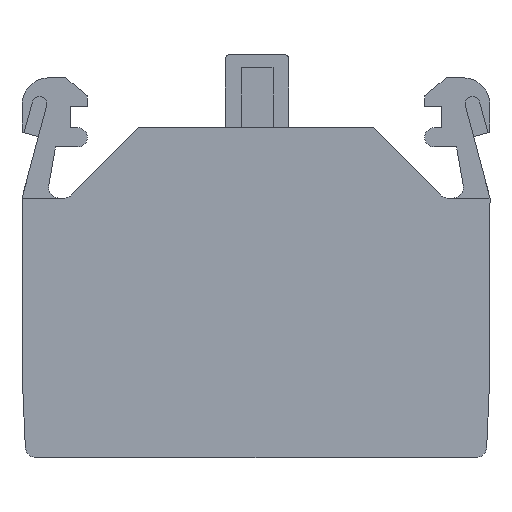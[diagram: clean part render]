
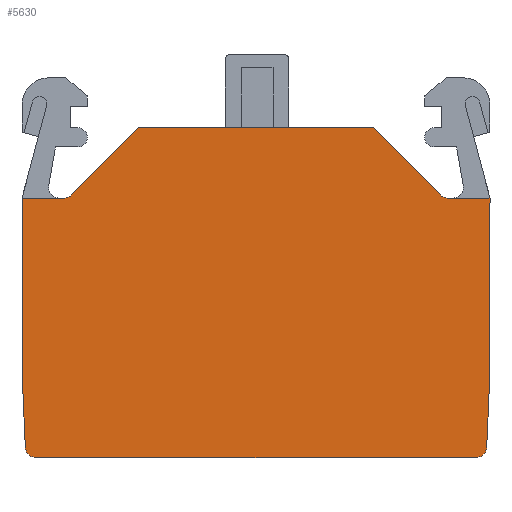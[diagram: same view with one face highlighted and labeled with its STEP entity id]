
A CAD part, front view. The second image highlights one B-rep face of the part: STEP entity #5630.
In plain terms, the highlighted planar face has unit normal (0, -1, 0).
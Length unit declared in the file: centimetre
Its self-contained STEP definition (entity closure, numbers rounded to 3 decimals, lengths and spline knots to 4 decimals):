
#609=LINE($,#8970,#1260);
#610=LINE($,#8972,#1261);
#611=LINE($,#8974,#1262);
#612=LINE($,#8978,#1263);
#613=LINE($,#8980,#1264);
#614=LINE($,#8982,#1265);
#615=LINE($,#8986,#1266);
#616=LINE($,#8990,#1267);
#617=LINE($,#8992,#1268);
#618=LINE($,#8994,#1269);
#1260=VECTOR($,#7307,0.892);
#1261=VECTOR($,#7308,2.2);
#1262=VECTOR($,#7309,0.892);
#1263=VECTOR($,#7312,0.3986);
#1264=VECTOR($,#7313,1.63);
#1265=VECTOR($,#7314,0.715);
#1266=VECTOR($,#7317,4.1378);
#1267=VECTOR($,#7320,0.715);
#1268=VECTOR($,#7321,1.63);
#1269=VECTOR($,#7322,0.3986);
#1641=FACE_OUTER_BOUND($,#1947,.T.);
#1947=EDGE_LOOP($,(#4608,#4609,#4610,#4611,#4612,#4613,#4614,#4615,#4616,
#4617,#4618,#4619,#4620,#4621));
#2086=CIRCLE($,#6016,0.1);
#2087=CIRCLE($,#6017,0.1);
#2088=CIRCLE($,#6018,0.1);
#2089=CIRCLE($,#6019,0.1);
#2560=VERTEX_POINT($,#8968);
#2561=VERTEX_POINT($,#8969);
#2562=VERTEX_POINT($,#8971);
#2563=VERTEX_POINT($,#8973);
#2564=VERTEX_POINT($,#8975);
#2565=VERTEX_POINT($,#8977);
#2566=VERTEX_POINT($,#8979);
#2567=VERTEX_POINT($,#8981);
#2568=VERTEX_POINT($,#8983);
#2569=VERTEX_POINT($,#8985);
#2570=VERTEX_POINT($,#8987);
#2571=VERTEX_POINT($,#8989);
#2572=VERTEX_POINT($,#8991);
#2573=VERTEX_POINT($,#8993);
#3279=EDGE_CURVE($,#2560,#2561,#609,.T.);
#3280=EDGE_CURVE($,#2561,#2562,#610,.T.);
#3281=EDGE_CURVE($,#2562,#2563,#611,.T.);
#3282=EDGE_CURVE($,#2563,#2564,#2086,.T.);
#3283=EDGE_CURVE($,#2564,#2565,#612,.T.);
#3284=EDGE_CURVE($,#2565,#2566,#613,.T.);
#3285=EDGE_CURVE($,#2566,#2567,#614,.T.);
#3286=EDGE_CURVE($,#2567,#2568,#2087,.T.);
#3287=EDGE_CURVE($,#2568,#2569,#615,.T.);
#3288=EDGE_CURVE($,#2569,#2570,#2088,.T.);
#3289=EDGE_CURVE($,#2570,#2571,#616,.T.);
#3290=EDGE_CURVE($,#2571,#2572,#617,.T.);
#3291=EDGE_CURVE($,#2572,#2573,#618,.T.);
#3292=EDGE_CURVE($,#2573,#2560,#2089,.T.);
#4608=ORIENTED_EDGE($,*,*,#3279,.T.);
#4609=ORIENTED_EDGE($,*,*,#3280,.T.);
#4610=ORIENTED_EDGE($,*,*,#3281,.T.);
#4611=ORIENTED_EDGE($,*,*,#3282,.T.);
#4612=ORIENTED_EDGE($,*,*,#3283,.T.);
#4613=ORIENTED_EDGE($,*,*,#3284,.T.);
#4614=ORIENTED_EDGE($,*,*,#3285,.T.);
#4615=ORIENTED_EDGE($,*,*,#3286,.T.);
#4616=ORIENTED_EDGE($,*,*,#3287,.T.);
#4617=ORIENTED_EDGE($,*,*,#3288,.T.);
#4618=ORIENTED_EDGE($,*,*,#3289,.T.);
#4619=ORIENTED_EDGE($,*,*,#3290,.T.);
#4620=ORIENTED_EDGE($,*,*,#3291,.T.);
#4621=ORIENTED_EDGE($,*,*,#3292,.T.);
#5084=PLANE($,#6015);
#5630=ADVANCED_FACE($,(#1641),#5084,.F.);
#6015=AXIS2_PLACEMENT_3D($,#8967,#7305,#7306);
#6016=AXIS2_PLACEMENT_3D($,#8976,#7310,#7311);
#6017=AXIS2_PLACEMENT_3D($,#8984,#7315,#7316);
#6018=AXIS2_PLACEMENT_3D($,#8988,#7318,#7319);
#6019=AXIS2_PLACEMENT_3D($,#8995,#7323,#7324);
#7305=DIRECTION('center_axis',(0.,1.,0.));
#7306=DIRECTION('ref_axis',(-1.,0.,0.));
#7307=DIRECTION($,(-0.707,0.,0.707));
#7308=DIRECTION($,(-1.,0.,0.));
#7309=DIRECTION($,(-0.707,0.,-0.707));
#7310=DIRECTION('center_axis',(0.,1.,0.));
#7311=DIRECTION('ref_axis',(0.707,0.,-0.707));
#7312=DIRECTION($,(-1.,0.,0.));
#7313=DIRECTION($,(0.,0.,-1.));
#7314=DIRECTION($,(0.044,0.,-0.999));
#7315=DIRECTION('center_axis',(0.,-1.,0.));
#7316=DIRECTION('ref_axis',(0.,0.,
1.));
#7317=DIRECTION($,(1.,0.,0.));
#7318=DIRECTION('center_axis',(0.,-1.,0.));
#7319=DIRECTION('ref_axis',(-0.999,0.,0.044));
#7320=DIRECTION($,(0.044,0.,0.999));
#7321=DIRECTION($,(0.,0.,1.));
#7322=DIRECTION($,(-1.,0.,0.));
#7323=DIRECTION('center_axis',(0.,1.,0.));
#7324=DIRECTION('ref_axis',(0.,0.,
-1.));
#8967=CARTESIAN_POINT('Origin',(0.,0.,
1.4265));
#8968=CARTESIAN_POINT('',(1.7307,0.,2.4693));
#8969=CARTESIAN_POINT('',(1.1,0.,3.1));
#8970=CARTESIAN_POINT($,(1.7307,0.,2.4693));
#8971=CARTESIAN_POINT('',(-1.1,0.,3.1));
#8972=CARTESIAN_POINT($,(1.1,0.,3.1));
#8973=CARTESIAN_POINT('',(-1.7307,0.,2.4693));
#8974=CARTESIAN_POINT($,(-1.1,0.,3.1));
#8975=CARTESIAN_POINT('',(-1.8014,0.,2.44));
#8976=CARTESIAN_POINT('Origin',(-1.8014,0.,
2.54));
#8977=CARTESIAN_POINT('',(-2.2,0.,2.44));
#8978=CARTESIAN_POINT($,(-1.8014,0.,2.44));
#8979=CARTESIAN_POINT('',(-2.2,0.,0.81));
#8980=CARTESIAN_POINT($,(-2.2,0.,2.44));
#8981=CARTESIAN_POINT('',(-2.1688,0.,0.0956));
#8982=CARTESIAN_POINT($,(-2.2,0.,0.81));
#8983=CARTESIAN_POINT('',(-2.0689,0.,0.));
#8984=CARTESIAN_POINT('Origin',(-2.0689,0.,
0.1));
#8985=CARTESIAN_POINT('',(2.0689,0.,0.));
#8986=CARTESIAN_POINT($,(-2.0689,0.,0.));
#8987=CARTESIAN_POINT('',(2.1688,0.,0.0956));
#8988=CARTESIAN_POINT('Origin',(2.0689,0.,
0.1));
#8989=CARTESIAN_POINT('',(2.2,0.,0.81));
#8990=CARTESIAN_POINT($,(2.1688,0.,0.0956));
#8991=CARTESIAN_POINT('',(2.2,0.,2.44));
#8992=CARTESIAN_POINT($,(2.2,0.,0.81));
#8993=CARTESIAN_POINT('',(1.8014,0.,2.44));
#8994=CARTESIAN_POINT($,(2.2,0.,2.44));
#8995=CARTESIAN_POINT('Origin',(1.8014,0.,
2.54));
